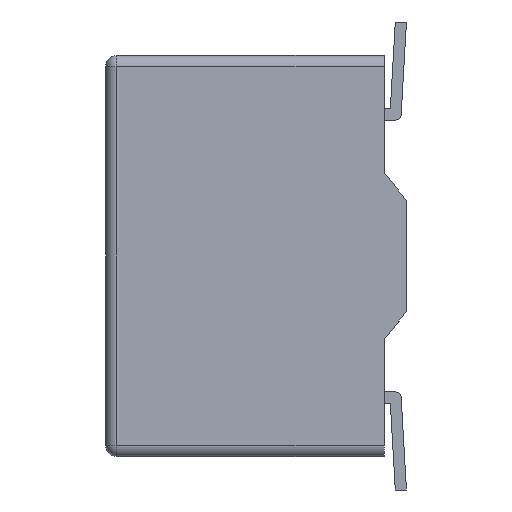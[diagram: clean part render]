
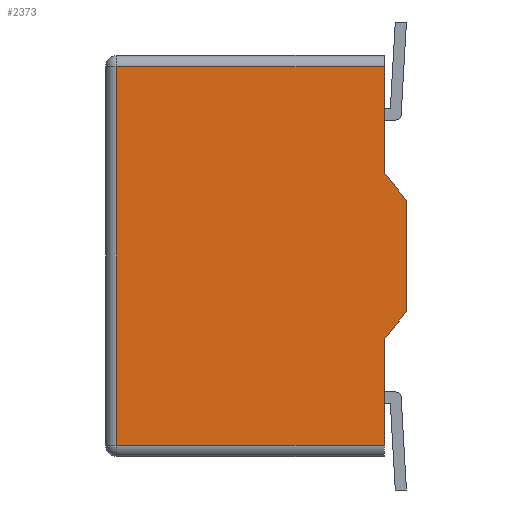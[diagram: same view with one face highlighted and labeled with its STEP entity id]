
A CAD part, left-side view. The second image highlights one B-rep face of the part: STEP entity #2373.
In plain terms, the highlighted planar face has unit normal (-1, 0, 0).
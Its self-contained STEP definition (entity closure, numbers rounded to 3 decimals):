
#197 = DIRECTION ( 'NONE',  ( 0., -0.625, -0.781 ) ) ;
#242 = DIRECTION ( 'NONE',  ( 0., -1., 0. ) ) ;
#505 = EDGE_CURVE ( 'NONE', #2086, #1855, #526, .T. ) ;
#526 = LINE ( 'NONE', #2382, #2163 ) ;
#573 = VECTOR ( 'NONE', #3845, 1000. ) ;
#574 = DIRECTION ( 'NONE',  ( 0., 0., -1. ) ) ;
#616 = CARTESIAN_POINT ( 'NONE',  ( -5.3, 0., 0. ) ) ;
#663 = LINE ( 'NONE', #3316, #2798 ) ;
#688 = VECTOR ( 'NONE', #3567, 1000. ) ;
#882 = CARTESIAN_POINT ( 'NONE',  ( -5.3, 0.4, -3.4 ) ) ;
#900 = VERTEX_POINT ( 'NONE', #3733 ) ;
#1015 = LINE ( 'NONE', #2105, #688 ) ;
#1048 = DIRECTION ( 'NONE',  ( 0., 0.625, -0.781 ) ) ;
#1124 = CARTESIAN_POINT ( 'NONE',  ( -5.3, 0., 1. ) ) ;
#1313 = ORIENTED_EDGE ( 'NONE', *, *, #3555, .F. ) ;
#1391 = LINE ( 'NONE', #3417, #3269 ) ;
#1460 = CARTESIAN_POINT ( 'NONE',  ( -5.3, 0.4, -1.5 ) ) ;
#1471 = CARTESIAN_POINT ( 'NONE',  ( -5.3, 0.4, 1.5 ) ) ;
#1495 = AXIS2_PLACEMENT_3D ( 'NONE', #616, #2114, #2157 ) ;
#1540 = PLANE ( 'NONE',  #1495 ) ;
#1601 = EDGE_CURVE ( 'NONE', #3115, #1612, #663, .T. ) ;
#1612 = VERTEX_POINT ( 'NONE', #2407 ) ;
#1653 = ORIENTED_EDGE ( 'NONE', *, *, #505, .T. ) ;
#1697 = CARTESIAN_POINT ( 'NONE',  ( -5.3, 0., 1. ) ) ;
#1802 = ORIENTED_EDGE ( 'NONE', *, *, #3008, .F. ) ;
#1855 = VERTEX_POINT ( 'NONE', #882 ) ;
#1900 = LINE ( 'NONE', #1124, #3076 ) ;
#1901 = VECTOR ( 'NONE', #3048, 1000. ) ;
#1946 = ORIENTED_EDGE ( 'NONE', *, *, #2133, .F. ) ;
#1997 = VERTEX_POINT ( 'NONE', #1471 ) ;
#2086 = VERTEX_POINT ( 'NONE', #2433 ) ;
#2090 = LINE ( 'NONE', #3579, #1901 ) ;
#2105 = CARTESIAN_POINT ( 'NONE',  ( -5.3, 5.2, 0. ) ) ;
#2114 = DIRECTION ( 'NONE',  ( 1., 0., 0. ) ) ;
#2133 = EDGE_CURVE ( 'NONE', #900, #3660, #1391, .T. ) ;
#2149 = LINE ( 'NONE', #3261, #3727 ) ;
#2157 = DIRECTION ( 'NONE',  ( 0., 0., -1. ) ) ;
#2163 = VECTOR ( 'NONE', #242, 1000. ) ;
#2310 = EDGE_CURVE ( 'NONE', #1612, #2086, #1015, .T. ) ;
#2319 = EDGE_LOOP ( 'NONE', ( #3757, #2796, #2751, #1653, #1802, #1946, #3418, #1313 ) ) ;
#2373 = ADVANCED_FACE ( 'NONE', ( #3861 ), #1540, .F. ) ;
#2382 = CARTESIAN_POINT ( 'NONE',  ( -5.3, 0., -3.4 ) ) ;
#2407 = CARTESIAN_POINT ( 'NONE',  ( -5.3, 5.2, 3.4 ) ) ;
#2433 = CARTESIAN_POINT ( 'NONE',  ( -5.3, 5.2, -3.4 ) ) ;
#2655 = VERTEX_POINT ( 'NONE', #1697 ) ;
#2723 = DIRECTION ( 'NONE',  ( 0., 1., 0. ) ) ;
#2751 = ORIENTED_EDGE ( 'NONE', *, *, #2310, .T. ) ;
#2796 = ORIENTED_EDGE ( 'NONE', *, *, #1601, .T. ) ;
#2798 = VECTOR ( 'NONE', #2723, 1000. ) ;
#3007 = CARTESIAN_POINT ( 'NONE',  ( -5.3, 0.4, 3.4 ) ) ;
#3008 = EDGE_CURVE ( 'NONE', #3660, #1855, #3468, .T. ) ;
#3048 = DIRECTION ( 'NONE',  ( 0., 0., -1. ) ) ;
#3076 = VECTOR ( 'NONE', #197, 1000. ) ;
#3115 = VERTEX_POINT ( 'NONE', #3007 ) ;
#3261 = CARTESIAN_POINT ( 'NONE',  ( -5.3, 0., 1. ) ) ;
#3269 = VECTOR ( 'NONE', #1048, 1000. ) ;
#3316 = CARTESIAN_POINT ( 'NONE',  ( -5.3, 0., 3.4 ) ) ;
#3417 = CARTESIAN_POINT ( 'NONE',  ( -5.3, 0., -1. ) ) ;
#3418 = ORIENTED_EDGE ( 'NONE', *, *, #3604, .F. ) ;
#3468 = LINE ( 'NONE', #3551, #573 ) ;
#3551 = CARTESIAN_POINT ( 'NONE',  ( -5.3, 0.4, -1.5 ) ) ;
#3555 = EDGE_CURVE ( 'NONE', #1997, #2655, #1900, .T. ) ;
#3567 = DIRECTION ( 'NONE',  ( 0., 0., -1. ) ) ;
#3579 = CARTESIAN_POINT ( 'NONE',  ( -5.3, 0.4, 3.6 ) ) ;
#3604 = EDGE_CURVE ( 'NONE', #2655, #900, #2149, .T. ) ;
#3660 = VERTEX_POINT ( 'NONE', #1460 ) ;
#3727 = VECTOR ( 'NONE', #574, 1000. ) ;
#3733 = CARTESIAN_POINT ( 'NONE',  ( -5.3, 0., -1. ) ) ;
#3757 = ORIENTED_EDGE ( 'NONE', *, *, #3818, .F. ) ;
#3818 = EDGE_CURVE ( 'NONE', #3115, #1997, #2090, .T. ) ;
#3845 = DIRECTION ( 'NONE',  ( 0., 0., -1. ) ) ;
#3861 = FACE_OUTER_BOUND ( 'NONE', #2319, .T. ) ;
